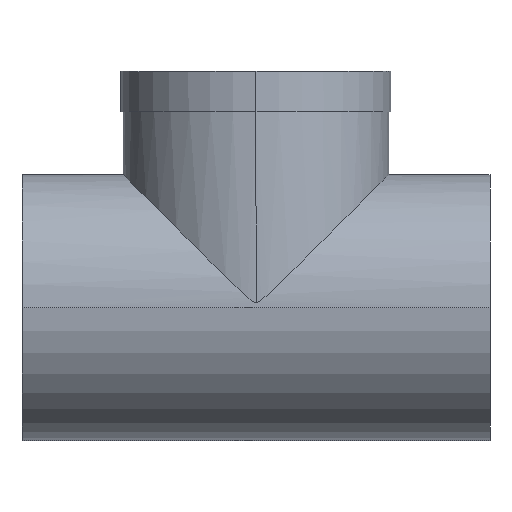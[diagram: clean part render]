
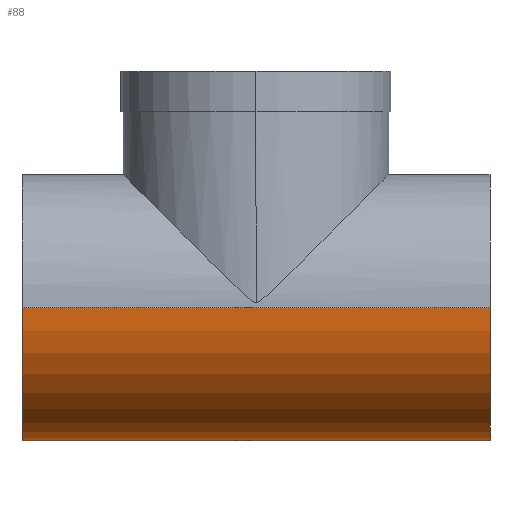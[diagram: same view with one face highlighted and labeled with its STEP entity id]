
A CAD part, left-side view. The second image highlights one B-rep face of the part: STEP entity #88.
In plain terms, the highlighted cylindrical face has radius 66.5 mm (diameter 133 mm), a partial arc.
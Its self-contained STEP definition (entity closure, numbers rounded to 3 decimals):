
#88=ADVANCED_FACE('',(#178),#179,.T.);
#178=FACE_OUTER_BOUND('',#263,.T.);
#179=CYLINDRICAL_SURFACE('',#264,66.5);
#263=EDGE_LOOP('',(#446,#447,#448,#449));
#264=AXIS2_PLACEMENT_3D('',#450,#451,#452);
#446=ORIENTED_EDGE('',*,*,#471,.T.);
#447=ORIENTED_EDGE('',*,*,#540,.F.);
#448=ORIENTED_EDGE('',*,*,#473,.T.);
#449=ORIENTED_EDGE('',*,*,#541,.F.);
#450=CARTESIAN_POINT('',(0.0,0.0,0.0));
#451=DIRECTION('',(0.0,-1.0,0.0));
#452=DIRECTION('',(1.0,0.0,0.0));
#471=EDGE_CURVE('',#546,#547,#548,.T.);
#473=EDGE_CURVE('',#551,#549,#552,.T.);
#540=EDGE_CURVE('',#551,#547,#649,.T.);
#541=EDGE_CURVE('',#546,#549,#650,.T.);
#546=VERTEX_POINT('',#655);
#547=VERTEX_POINT('',#656);
#548=LINE('',#657,#658);
#549=VERTEX_POINT('',#659);
#551=VERTEX_POINT('',#661);
#552=LINE('',#662,#663);
#649=CIRCLE('',#1173,66.5);
#650=CIRCLE('',#1174,66.5);
#655=CARTESIAN_POINT('',(66.5,117.0,0.0));
#656=CARTESIAN_POINT('',(66.5,-117.0,0.0));
#657=CARTESIAN_POINT('',(66.5,0.0,0.));
#658=VECTOR('',#1178,1.0);
#659=CARTESIAN_POINT('',(-66.5,117.0,0.));
#661=CARTESIAN_POINT('',(-66.5,-117.0,0.));
#662=CARTESIAN_POINT('',(-66.5,0.0,0.));
#663=VECTOR('',#1182,1.0);
#1173=AXIS2_PLACEMENT_3D('',#1273,#1274,#1275);
#1174=AXIS2_PLACEMENT_3D('',#1276,#1277,#1278);
#1178=DIRECTION('',(0.0,-1.0,0.0));
#1182=DIRECTION('',(-0.0,1.0,-0.0));
#1273=CARTESIAN_POINT('',(0.0,-117.0,0.0));
#1274=DIRECTION('',(0.0,-1.0,0.0));
#1275=DIRECTION('',(1.0,0.0,0.0));
#1276=CARTESIAN_POINT('',(0.0,117.0,0.0));
#1277=DIRECTION('',(-0.0,1.0,0.0));
#1278=DIRECTION('',(1.0,0.0,0.0));
